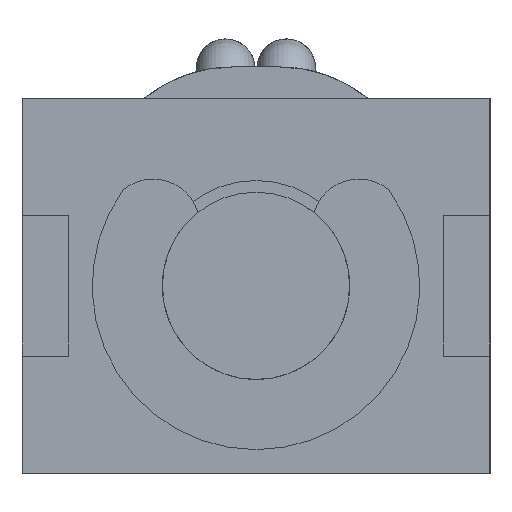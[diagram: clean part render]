
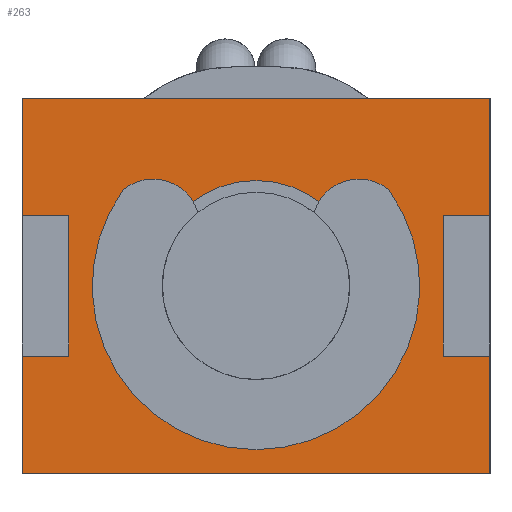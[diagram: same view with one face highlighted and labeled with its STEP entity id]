
A CAD part, left-side view. The second image highlights one B-rep face of the part: STEP entity #263.
In plain terms, the highlighted planar face has unit normal (-1, 0, 0).
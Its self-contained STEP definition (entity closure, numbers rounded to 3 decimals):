
#263 = ADVANCED_FACE( '', ( #504, #505 ), #506, .T. );
#504 = FACE_OUTER_BOUND( '', #734, .T. );
#505 = FACE_BOUND( '', #735, .T. );
#506 = PLANE( '', #736 );
#734 = EDGE_LOOP( '', ( #1164, #1165, #1166, #1167, #1168, #1169, #1170, #1171, #1172, #1173, #1174, #1175 ) );
#735 = EDGE_LOOP( '', ( #1176 ) );
#736 = AXIS2_PLACEMENT_3D( '', #1177, #1178, #1179 );
#1164 = ORIENTED_EDGE( '', *, *, #1379, .T. );
#1165 = ORIENTED_EDGE( '', *, *, #1445, .T. );
#1166 = ORIENTED_EDGE( '', *, *, #1422, .T. );
#1167 = ORIENTED_EDGE( '', *, *, #1449, .T. );
#1168 = ORIENTED_EDGE( '', *, *, #1362, .T. );
#1169 = ORIENTED_EDGE( '', *, *, #1450, .T. );
#1170 = ORIENTED_EDGE( '', *, *, #1425, .T. );
#1171 = ORIENTED_EDGE( '', *, *, #1451, .T. );
#1172 = ORIENTED_EDGE( '', *, *, #1415, .T. );
#1173 = ORIENTED_EDGE( '', *, *, #1446, .T. );
#1174 = ORIENTED_EDGE( '', *, *, #1294, .T. );
#1175 = ORIENTED_EDGE( '', *, *, #1441, .T. );
#1176 = ORIENTED_EDGE( '', *, *, #1398, .T. );
#1177 = CARTESIAN_POINT( '', ( -1.4, 0., 0. ) );
#1178 = DIRECTION( '', ( -1., 0., 0. ) );
#1179 = DIRECTION( '', ( 0., 0., 1. ) );
#1294 = EDGE_CURVE( '', #1492, #1493, #1494, .T. );
#1362 = EDGE_CURVE( '', #1605, #1606, #1607, .T. );
#1379 = EDGE_CURVE( '', #1632, #1633, #1634, .T. );
#1398 = EDGE_CURVE( '', #1661, #1661, #1662, .T. );
#1415 = EDGE_CURVE( '', #1683, #1681, #1684, .T. );
#1422 = EDGE_CURVE( '', #1692, #1690, #1693, .T. );
#1425 = EDGE_CURVE( '', #1696, #1697, #1698, .T. );
#1441 = EDGE_CURVE( '', #1493, #1632, #1718, .T. );
#1445 = EDGE_CURVE( '', #1633, #1692, #1722, .T. );
#1446 = EDGE_CURVE( '', #1681, #1492, #1723, .T. );
#1449 = EDGE_CURVE( '', #1690, #1605, #1726, .T. );
#1450 = EDGE_CURVE( '', #1606, #1696, #1727, .T. );
#1451 = EDGE_CURVE( '', #1697, #1683, #1728, .T. );
#1492 = VERTEX_POINT( '', #1853 );
#1493 = VERTEX_POINT( '', #1854 );
#1494 = LINE( '', #1855, #1856 );
#1605 = VERTEX_POINT( '', #1986 );
#1606 = VERTEX_POINT( '', #1987 );
#1607 = LINE( '', #1988, #1989 );
#1632 = VERTEX_POINT( '', #2040 );
#1633 = VERTEX_POINT( '', #2041 );
#1634 = LINE( '', #2042, #2043 );
#1661 = VERTEX_POINT( '', #2079 );
#1662 = CIRCLE( '', #2080, 2.25 );
#1681 = VERTEX_POINT( '', #2105 );
#1683 = VERTEX_POINT( '', #2108 );
#1684 = LINE( '', #2109, #2110 );
#1690 = VERTEX_POINT( '', #2120 );
#1692 = VERTEX_POINT( '', #2123 );
#1693 = LINE( '', #2124, #2125 );
#1696 = VERTEX_POINT( '', #2129 );
#1697 = VERTEX_POINT( '', #2130 );
#1698 = LINE( '', #2131, #2132 );
#1718 = LINE( '', #2158, #2159 );
#1722 = LINE( '', #2163, #2164 );
#1723 = LINE( '', #2165, #2166 );
#1726 = LINE( '', #2169, #2170 );
#1727 = LINE( '', #2171, #2172 );
#1728 = LINE( '', #2173, #2174 );
#1853 = CARTESIAN_POINT( '', ( -1.4, -5., -1.5 ) );
#1854 = CARTESIAN_POINT( '', ( -1.4, -4., -1.5 ) );
#1855 = CARTESIAN_POINT( '', ( -1.4, -5., -1.5 ) );
#1856 = VECTOR( '', #2207, 1000. );
#1986 = CARTESIAN_POINT( '', ( -1.4, 5., 1.5 ) );
#1987 = CARTESIAN_POINT( '', ( -1.4, 4., 1.5 ) );
#1988 = CARTESIAN_POINT( '', ( -1.4, 5., 1.5 ) );
#1989 = VECTOR( '', #2311, 1000. );
#2040 = CARTESIAN_POINT( '', ( -1.4, -4., 1.5 ) );
#2041 = CARTESIAN_POINT( '', ( -1.4, -5., 1.5 ) );
#2042 = CARTESIAN_POINT( '', ( -1.4, -4., 1.5 ) );
#2043 = VECTOR( '', #2329, 1000. );
#2079 = CARTESIAN_POINT( '', ( -1.4, -2.25, 0. ) );
#2080 = AXIS2_PLACEMENT_3D( '', #2351, #2352, #2353 );
#2105 = CARTESIAN_POINT( '', ( -1.4, -5., -4. ) );
#2108 = CARTESIAN_POINT( '', ( -1.4, 5., -4. ) );
#2109 = CARTESIAN_POINT( '', ( -1.4, 5., -4. ) );
#2110 = VECTOR( '', #2373, 1000. );
#2120 = CARTESIAN_POINT( '', ( -1.4, 5., 4. ) );
#2123 = CARTESIAN_POINT( '', ( -1.4, -5., 4. ) );
#2124 = CARTESIAN_POINT( '', ( -1.4, -5., 4. ) );
#2125 = VECTOR( '', #2379, 1000. );
#2129 = CARTESIAN_POINT( '', ( -1.4, 4., -1.5 ) );
#2130 = CARTESIAN_POINT( '', ( -1.4, 5., -1.5 ) );
#2131 = CARTESIAN_POINT( '', ( -1.4, 4., -1.5 ) );
#2132 = VECTOR( '', #2381, 1000. );
#2158 = CARTESIAN_POINT( '', ( -1.4, -4., -1.5 ) );
#2159 = VECTOR( '', #2400, 1000. );
#2163 = CARTESIAN_POINT( '', ( -1.4, -5., -4. ) );
#2164 = VECTOR( '', #2401, 1000. );
#2165 = CARTESIAN_POINT( '', ( -1.4, -5., -4. ) );
#2166 = VECTOR( '', #2402, 1000. );
#2169 = CARTESIAN_POINT( '', ( -1.4, 5., 4. ) );
#2170 = VECTOR( '', #2403, 1000. );
#2171 = CARTESIAN_POINT( '', ( -1.4, 4., 1.5 ) );
#2172 = VECTOR( '', #2404, 1000. );
#2173 = CARTESIAN_POINT( '', ( -1.4, 5., 4. ) );
#2174 = VECTOR( '', #2405, 1000. );
#2207 = DIRECTION( '', ( 0., 1., 0. ) );
#2311 = DIRECTION( '', ( 0., -1., 0. ) );
#2329 = DIRECTION( '', ( 0., -1., 0. ) );
#2351 = CARTESIAN_POINT( '', ( -1.4, 0., 0. ) );
#2352 = DIRECTION( '', ( 1., 0., 0. ) );
#2353 = DIRECTION( '', ( 0., -1., 0. ) );
#2373 = DIRECTION( '', ( 0., -1., 0. ) );
#2379 = DIRECTION( '', ( 0., 1., 0. ) );
#2381 = DIRECTION( '', ( 0., 1., 0. ) );
#2400 = DIRECTION( '', ( 0., 0., 1. ) );
#2401 = DIRECTION( '', ( 0., 0., 1. ) );
#2402 = DIRECTION( '', ( 0., 0., 1. ) );
#2403 = DIRECTION( '', ( 0., 0., -1. ) );
#2404 = DIRECTION( '', ( 0., 0., -1. ) );
#2405 = DIRECTION( '', ( 0., 0., -1. ) );
